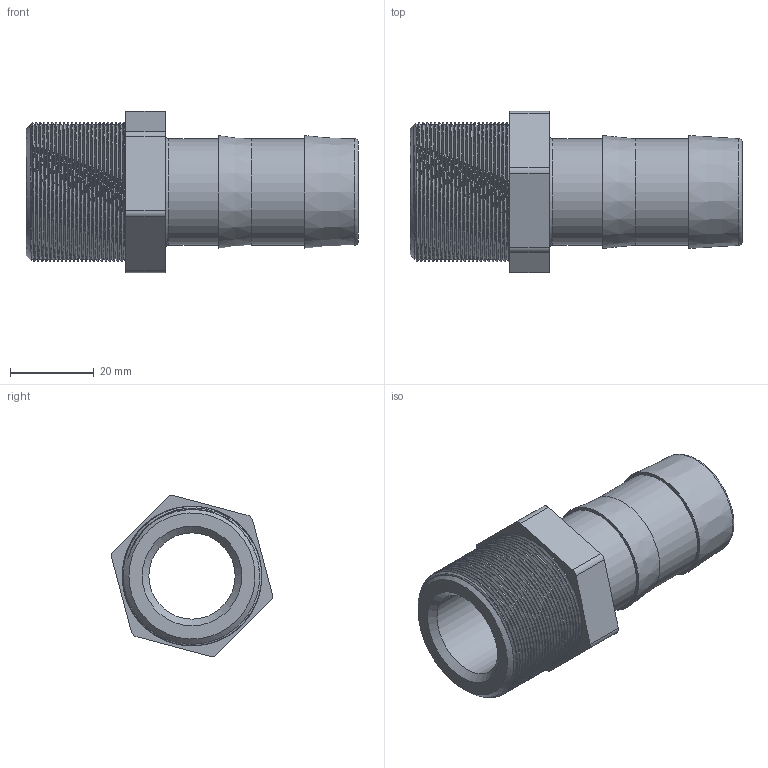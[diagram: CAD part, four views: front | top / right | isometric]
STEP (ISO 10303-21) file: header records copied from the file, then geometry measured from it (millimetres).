
FILE_DESCRIPTION((''),'2;1');
FILE_NAME('rio grand valley.stp','2014-08-19T14:20:43',('mrister'),(''),'Autodesk Inventor 2013','Autodesk Inventor 2013','');
FILE_SCHEMA(('AUTOMOTIVE_DESIGN { 1 0 10303 214 1 1 1 1 }'));
Length unit declared in the file: inch
Products named in the file (1): rio grand valley
Bounding box: 79.38 x 38.57 x 38.59 mm (x, y, z)
Volume: 27305.3 mm3; surface area: 16233.1 mm2
Topology: 1 solids, 1 shells, 30 faces, 69 edges, 45 vertices
Faces by surface type: plane 12, cylinder 10, cone 4, torus 2, bspline 2
Full cylindrical faces by diameter (mm): 20.638 x1, 25.4 x2
Entity records: 4881 total; most frequent: CARTESIAN_POINT 4200, DIRECTION 136, ORIENTED_EDGE 116, EDGE_CURVE 58, AXIS2_PLACEMENT_3D 56, EDGE_LOOP 45, VERTEX_POINT 43, FACE_OUTER_BOUND 30
